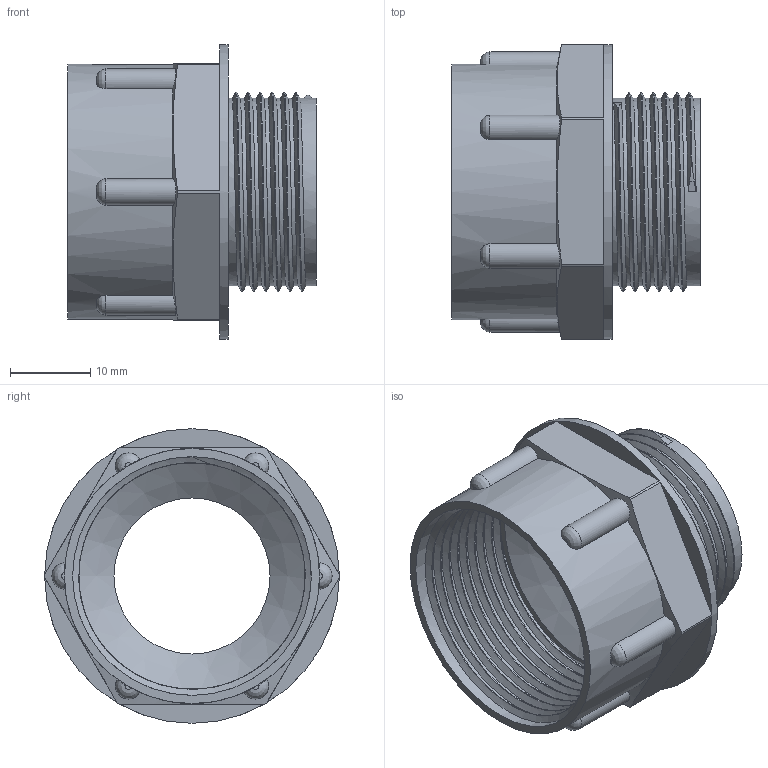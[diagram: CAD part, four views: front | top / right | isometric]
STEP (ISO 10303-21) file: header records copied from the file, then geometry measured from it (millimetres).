
FILE_DESCRIPTION(/* description */ ('Adapter sechskant M 25x1,5 / PG 21'),/* implementation_level */ '2;1');
FILE_NAME(/* name */ '11072521-RST.stp',/* time_stamp */ '2021-08-10T15:05:51+02:00',/* author */ ('sl'),/* organization */ (''),/* preprocessor_version */ 'ST-DEVELOPER v16.5',/* originating_system */ 'Autodesk Inventor 2017',/* authorisation */ '');
FILE_SCHEMA (('AUTOMOTIVE_DESIGN { 1 0 10303 214 3 1 1 }'));
Length unit declared in the file: millimetre
Products named in the file (1): 11072521
Bounding box: 31 x 36.8 x 36.8 mm (x, y, z)
Volume: 6132 mm3; surface area: 7923.7 mm2
Topology: 1 solids, 1 shells, 69 faces, 191 edges, 126 vertices
Faces by surface type: cylinder 31, plane 26, bspline 10, cone 2
Full cylindrical faces by diameter (mm): 19.5 x1, 20.74 x1, 23.398 x6, 29.822 x9, 31.87 x1, 36.8 x1
Entity records: 4807 total; most frequent: CARTESIAN_POINT 3556, ORIENTED_EDGE 266, DIRECTION 227, EDGE_CURVE 133, AXIS2_PLACEMENT_3D 94, VERTEX_POINT 91, EDGE_LOOP 68, FACE_OUTER_BOUND 55
